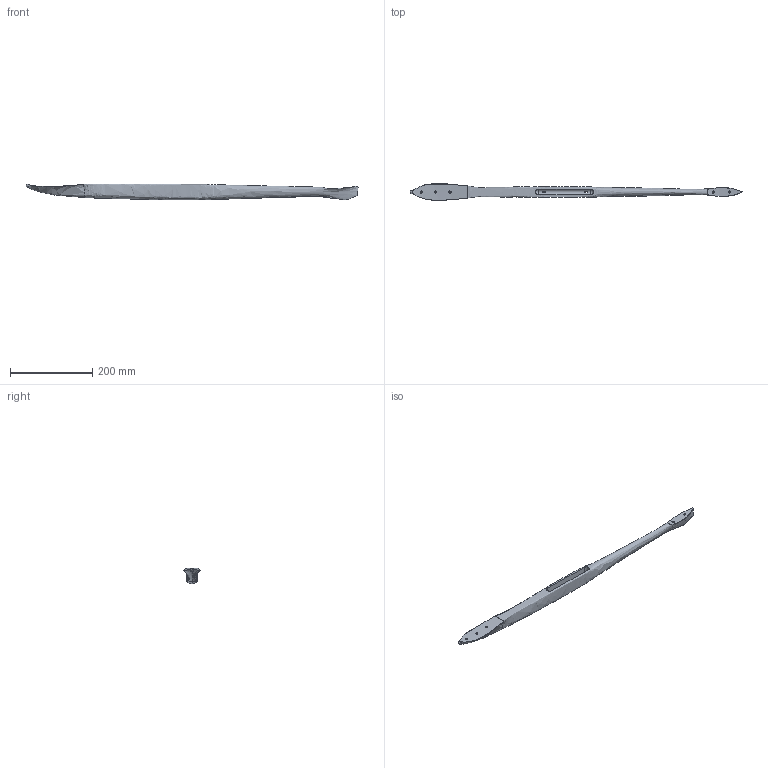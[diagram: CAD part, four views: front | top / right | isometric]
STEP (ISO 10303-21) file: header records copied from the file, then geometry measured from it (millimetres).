
FILE_DESCRIPTION(/* description */ (''),/* implementation_level */ '2;1');
FILE_NAME(/* name */ 'DevisAluFus v5.step',/* time_stamp */ '2018-08-12T15:41:59+02:00',/* author */ ('franck.gressier'),/* organization */ (''),/* preprocessor_version */ 'ST-DEVELOPER v17',/* originating_system */ 'Autodesk Translation Framework v7.1.0.215',/* authorisation */ '');
FILE_SCHEMA (('AUTOMOTIVE_DESIGN { 1 0 10303 214 3 1 1 }'));
Length unit declared in the file: millimetre
Products named in the file (2): FuseAlu38mm; Fuseau Alu
Assembly tree (1 placements, depth 2):
  FuseAlu38mm
    Fuseau Alu
Bounding box: 804.97 x 41.35 x 38.08 mm (x, y, z)
Volume: 383229.2 mm3; surface area: 81879.5 mm2
Topology: 1 solids, 1 shells, 38 faces, 118 edges, 80 vertices
Faces by surface type: bspline 13, cylinder 10, cone 7, plane 6, sphere 2
Full cylindrical faces by diameter (mm): 5.035 x5, 6.3 x2
Entity records: 15361 total; most frequent: CARTESIAN_POINT 14434, ORIENTED_EDGE 224, DIRECTION 118, EDGE_CURVE 112, VERTEX_POINT 80, B_SPLINE_CURVE_WITH_KNOTS 68, EDGE_LOOP 46, AXIS2_PLACEMENT_3D 46
